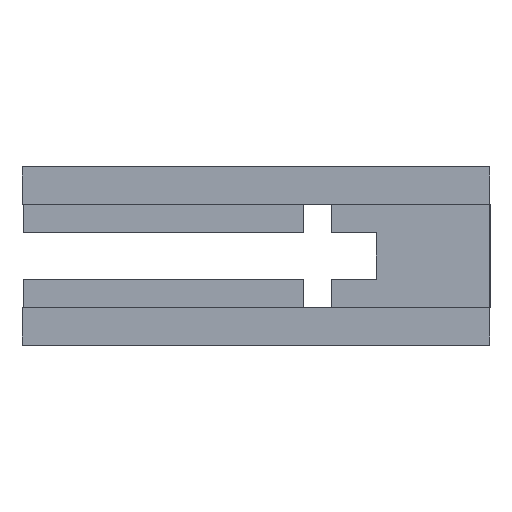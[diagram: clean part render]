
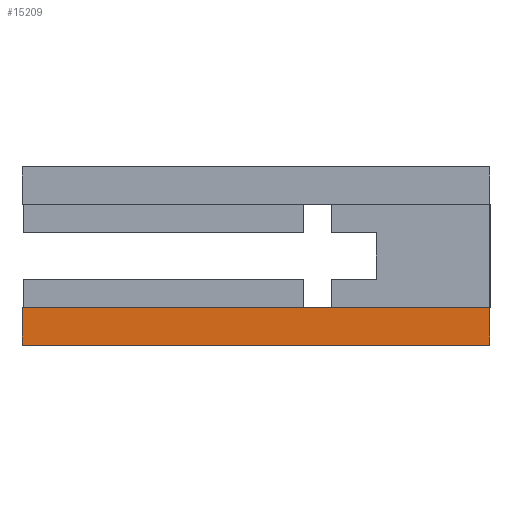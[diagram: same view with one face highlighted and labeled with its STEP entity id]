
A CAD part, left-side view. The second image highlights one B-rep face of the part: STEP entity #15209.
In plain terms, the highlighted planar face has unit normal (-1, 0, 0).
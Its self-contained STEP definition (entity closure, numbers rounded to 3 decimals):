
#1223=DIRECTION('',(0.,-1.,0.));
#1224=VECTOR('',#1223,100.);
#1225=CARTESIAN_POINT('',(-255.575,83.1,-11.055));
#1226=LINE('',#1225,#1224);
#1227=DIRECTION('',(0.,0.,-1.));
#1228=VECTOR('',#1227,8.);
#1229=CARTESIAN_POINT('',(-255.575,-16.9,-11.055));
#1230=LINE('',#1229,#1228);
#1231=DIRECTION('',(0.,1.,0.));
#1232=VECTOR('',#1231,100.);
#1233=CARTESIAN_POINT('',(-255.575,-16.9,-19.055));
#1234=LINE('',#1233,#1232);
#1235=DIRECTION('',(0.,0.,1.));
#1236=VECTOR('',#1235,8.);
#1237=CARTESIAN_POINT('',(-255.575,83.1,-19.055));
#1238=LINE('',#1237,#1236);
#11683=CARTESIAN_POINT('',(-255.575,83.1,-11.055));
#11684=CARTESIAN_POINT('',(-255.575,-16.9,-11.055));
#11685=VERTEX_POINT('',#11683);
#11686=VERTEX_POINT('',#11684);
#11687=CARTESIAN_POINT('',(-255.575,-16.9,-19.055));
#11688=VERTEX_POINT('',#11687);
#11689=CARTESIAN_POINT('',(-255.575,83.1,-19.055));
#11690=VERTEX_POINT('',#11689);
#15196=CARTESIAN_POINT('',(-255.575,33.1,-15.055));
#15197=DIRECTION('',(1.,0.,0.));
#15198=DIRECTION('',(0.,0.,-1.));
#15199=AXIS2_PLACEMENT_3D('',#15196,#15197,#15198);
#15200=PLANE('',#15199);
#15201=ORIENTED_EDGE('',*,*,#15043,.T.);
#15203=ORIENTED_EDGE('',*,*,#15202,.T.);
#15204=ORIENTED_EDGE('',*,*,#15145,.T.);
#15206=ORIENTED_EDGE('',*,*,#15205,.T.);
#15207=EDGE_LOOP('',(#15201,#15203,#15204,#15206));
#15208=FACE_OUTER_BOUND('',#15207,.F.);
#15043=EDGE_CURVE('',#11685,#11686,#1226,.T.);
#15145=EDGE_CURVE('',#11688,#11690,#1234,.T.);
#15202=EDGE_CURVE('',#11686,#11688,#1230,.T.);
#15205=EDGE_CURVE('',#11690,#11685,#1238,.T.);
#15209=ADVANCED_FACE('',(#15208),#15200,.F.);
